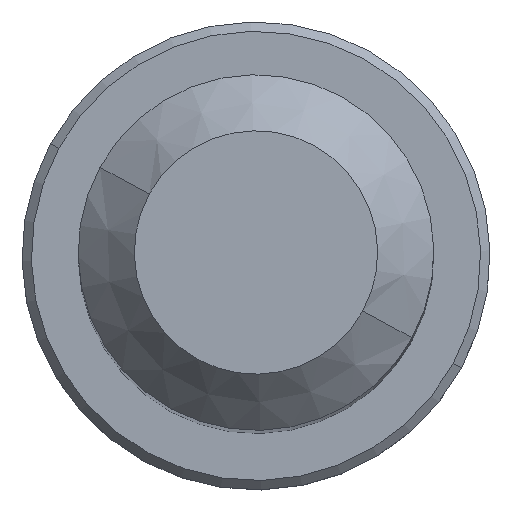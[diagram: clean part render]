
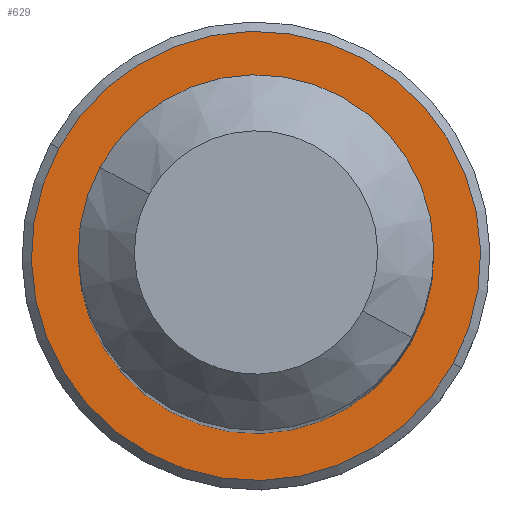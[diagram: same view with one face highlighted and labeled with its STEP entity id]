
A CAD part, top view. The second image highlights one B-rep face of the part: STEP entity #629.
In plain terms, the highlighted planar face has unit normal (0, 0, 1).
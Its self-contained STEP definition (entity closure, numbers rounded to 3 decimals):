
#207=CARTESIAN_POINT('Axis2P3D Location',(0.,0.,5.)) ;
#211=CARTESIAN_POINT('Vertex',(-7.459,4.075,5.)) ;
#213=CARTESIAN_POINT('Vertex',(7.459,-4.075,5.)) ;
#242=CARTESIAN_POINT('Axis2P3D Location',(0.,0.,5.)) ;
#602=CARTESIAN_POINT('Axis2P3D Location',(-12.5,0.,5.)) ;
#607=CARTESIAN_POINT('Axis2P3D Location',(0.,0.,5.)) ;
#611=CARTESIAN_POINT('Vertex',(10.531,-5.753,5.)) ;
#613=CARTESIAN_POINT('Vertex',(-10.531,5.753,5.)) ;
#616=CARTESIAN_POINT('Axis2P3D Location',(0.,0.,5.)) ;
#208=DIRECTION('Axis2P3D Direction',(0.,0.,-1.)) ;
#243=DIRECTION('Axis2P3D Direction',(0.,0.,-1.)) ;
#603=DIRECTION('Axis2P3D Direction',(0.,0.,-1.)) ;
#604=DIRECTION('Axis2P3D XDirection',(1.,0.,0.)) ;
#608=DIRECTION('Axis2P3D Direction',(0.,0.,-1.)) ;
#617=DIRECTION('Axis2P3D Direction',(0.,0.,-1.)) ;
#209=AXIS2_PLACEMENT_3D('Circle Axis2P3D',#207,#208,$) ;
#244=AXIS2_PLACEMENT_3D('Circle Axis2P3D',#242,#243,$) ;
#605=AXIS2_PLACEMENT_3D('Plane Axis2P3D',#602,#603,#604) ;
#609=AXIS2_PLACEMENT_3D('Circle Axis2P3D',#607,#608,$) ;
#618=AXIS2_PLACEMENT_3D('Circle Axis2P3D',#616,#617,$) ;
#622=ORIENTED_EDGE('',*,*,#615,.F.) ;
#623=ORIENTED_EDGE('',*,*,#620,.F.) ;
#626=ORIENTED_EDGE('',*,*,#246,.T.) ;
#627=ORIENTED_EDGE('',*,*,#215,.T.) ;
#628=FACE_BOUND('',#625,.T.) ;
#629=ADVANCED_FACE('PartBody',(#624,#628),#606,.F.) ;
#210=CIRCLE('generated circle',#209,8.5) ;
#245=CIRCLE('generated circle',#244,8.5) ;
#610=CIRCLE('generated circle',#609,12.) ;
#619=CIRCLE('generated circle',#618,12.) ;
#215=EDGE_CURVE('',#212,#214,#210,.T.) ;
#246=EDGE_CURVE('',#214,#212,#245,.T.) ;
#615=EDGE_CURVE('',#612,#614,#610,.T.) ;
#620=EDGE_CURVE('',#614,#612,#619,.T.) ;
#621=EDGE_LOOP('',(#622,#623)) ;
#625=EDGE_LOOP('',(#626,#627)) ;
#624=FACE_OUTER_BOUND('',#621,.T.) ;
#606=PLANE('Plane',#605) ;
#212=VERTEX_POINT('',#211) ;
#214=VERTEX_POINT('',#213) ;
#612=VERTEX_POINT('',#611) ;
#614=VERTEX_POINT('',#613) ;
